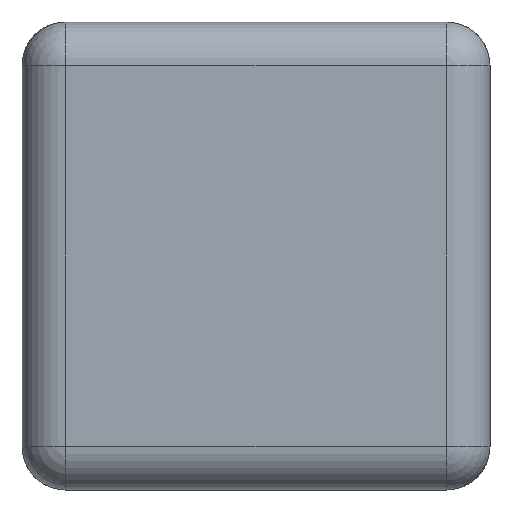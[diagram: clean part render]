
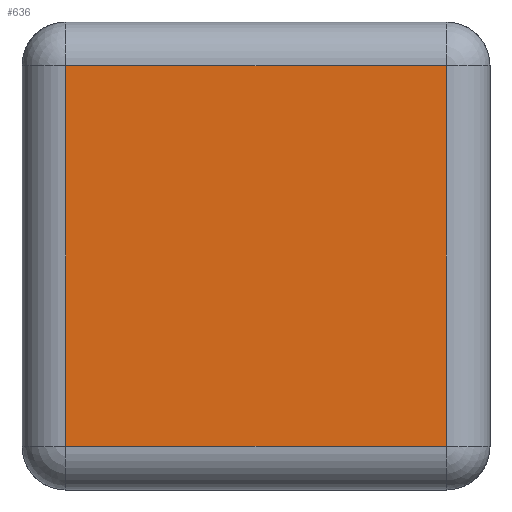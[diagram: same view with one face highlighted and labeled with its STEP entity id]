
A CAD part, left-side view. The second image highlights one B-rep face of the part: STEP entity #636.
In plain terms, the highlighted planar face has unit normal (-1, 0, 0).
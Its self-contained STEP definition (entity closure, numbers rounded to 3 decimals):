
#568=PLANE('',#1633);
#636=ADVANCED_FACE('',(#746),#568,.F.);
#746=FACE_OUTER_BOUND('',#816,.T.);
#816=EDGE_LOOP('',(#1176,#1177,#1178,#1179));
#908=LINE('',#2451,#952);
#909=LINE('',#2453,#953);
#910=LINE('',#2455,#954);
#911=LINE('',#2457,#955);
#952=VECTOR('',#1825,1.);
#953=VECTOR('',#1828,1.);
#954=VECTOR('',#1831,1.);
#955=VECTOR('',#1834,1.);
#1176=ORIENTED_EDGE('',*,*,#1466,.T.);
#1177=ORIENTED_EDGE('',*,*,#1464,.T.);
#1178=ORIENTED_EDGE('',*,*,#1467,.F.);
#1179=ORIENTED_EDGE('',*,*,#1465,.T.);
#1331=VERTEX_POINT('',#2424);
#1334=VERTEX_POINT('',#2436);
#1335=VERTEX_POINT('',#2442);
#1336=VERTEX_POINT('',#2448);
#1464=EDGE_CURVE('',#1336,#1335,#908,.T.);
#1465=EDGE_CURVE('',#1334,#1331,#909,.T.);
#1466=EDGE_CURVE('',#1331,#1336,#910,.T.);
#1467=EDGE_CURVE('',#1334,#1335,#911,.T.);
#1633=AXIS2_PLACEMENT_3D('',#2459,#1837,#1838);
#1825=DIRECTION('',(0.,0.,1.));
#1828=DIRECTION('',(0.,0.,-1.));
#1831=DIRECTION('',(0.,-1.,0.));
#1834=DIRECTION('',(0.,-1.,0.));
#1837=DIRECTION('',(1.,0.,0.));
#1838=DIRECTION('',(0.,0.,1.));
#2424=CARTESIAN_POINT('',(-1.6,1.47,-0.65));
#2436=CARTESIAN_POINT('',(-1.6,1.47,0.65));
#2442=CARTESIAN_POINT('',(-1.6,0.17,0.65));
#2448=CARTESIAN_POINT('',(-1.6,0.17,-0.65));
#2451=CARTESIAN_POINT('',(-1.6,0.17,0.65));
#2453=CARTESIAN_POINT('',(-1.6,1.47,-0.65));
#2455=CARTESIAN_POINT('',(-1.6,1.62,-0.65));
#2457=CARTESIAN_POINT('',(-1.6,1.62,0.65));
#2459=CARTESIAN_POINT('',(-1.6,1.62,0.65));
